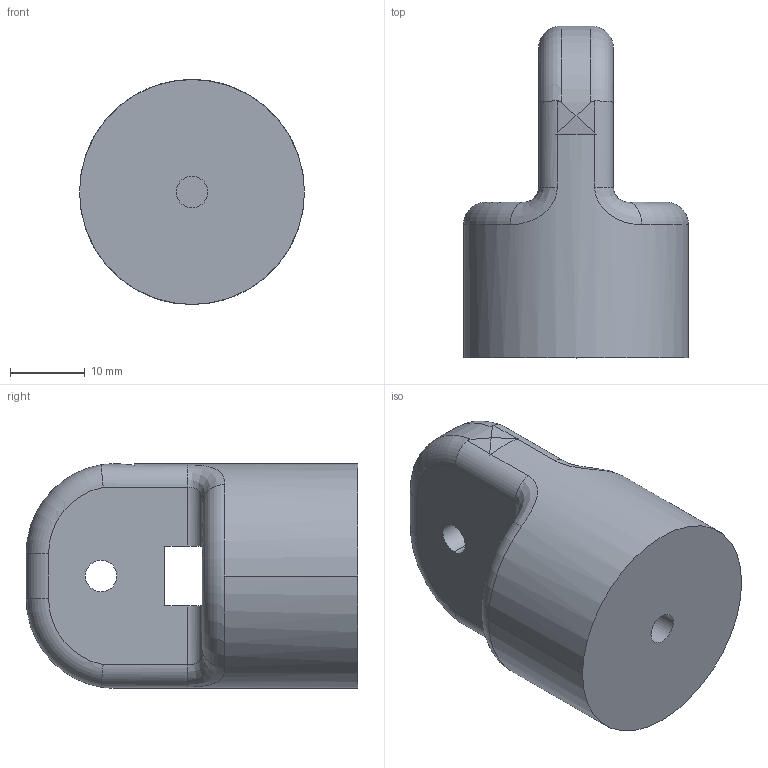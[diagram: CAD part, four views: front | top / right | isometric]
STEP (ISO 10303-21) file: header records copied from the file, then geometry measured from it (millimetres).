
FILE_DESCRIPTION (( 'STEP AP203' ), '1' );
FILE_NAME ('1_3_ArmFore_A.STEP', '2014-08-31T10:17:57', ( '' ), ( '' ), 'SwSTEP 2.0', 'SolidWorks 2013', '' );
FILE_SCHEMA (( 'CONFIG_CONTROL_DESIGN' ));
Length unit declared in the file: millimetre
Products named in the file (1): 1_3_ArmFore_A
Bounding box: 30 x 44.24 x 30 mm (x, y, z)
Volume: 19769.4 mm3; surface area: 5305.8 mm2
Topology: 1 solids, 1 shells, 48 faces, 128 edges, 81 vertices
Faces by surface type: cylinder 21, plane 16, torus 7, bspline 4
Entity records: 2050 total; most frequent: CARTESIAN_POINT 790, ORIENTED_EDGE 256, DIRECTION 239, EDGE_CURVE 128, AXIS2_PLACEMENT_3D 90, VERTEX_POINT 81, VECTOR 59, LINE 59
